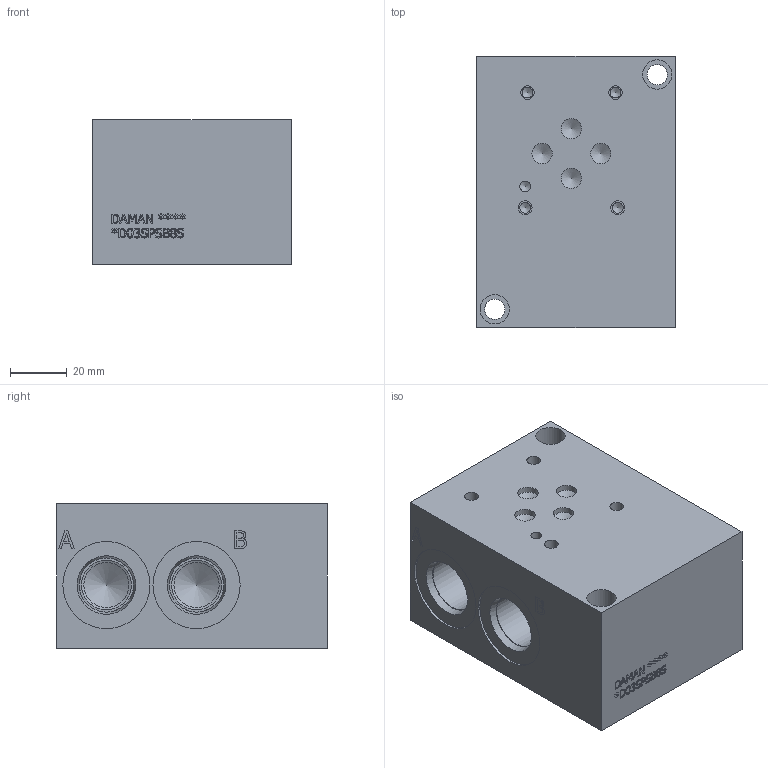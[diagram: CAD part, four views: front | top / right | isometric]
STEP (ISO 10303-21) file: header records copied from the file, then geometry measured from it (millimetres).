
FILE_DESCRIPTION(/* description */ (''),/* implementation_level */ '2;1');
FILE_NAME(/* name */ '_D03SPSB8S.stp',/* time_stamp */ '2021-12-13T09:46:34-05:00',/* author */ ('bobbyh'),/* organization */ (''),/* preprocessor_version */ 'ST-DEVELOPER v18',/* originating_system */ 'Autodesk Inventor 2020',/* authorisation */ '');
FILE_SCHEMA (('AUTOMOTIVE_DESIGN { 1 0 10303 214 3 1 1 }'));
Length unit declared in the file: millimetre
Products named in the file (1): Part__D03SPSB8S_3D
Bounding box: 69.85 x 95.25 x 50.8 mm (x, y, z)
Volume: 287374.2 mm3; surface area: 41907.9 mm2
Topology: 1 solids, 1 shells, 550 faces, 1509 edges, 1017 vertices
Faces by surface type: plane 304, bspline 166, cylinder 47, cone 33
Full cylindrical faces by diameter (mm): 3.785 x5, 4.826 x4, 7.137 x6, 10.312 x2, 15.875 x5, 17.501 x5, 19.05 x6, 19.253 x6, 30.632 x6
Entity records: 18756 total; most frequent: CARTESIAN_POINT 5296, ORIENTED_EDGE 2990, DIRECTION 2098, EDGE_CURVE 1495, VERTEX_POINT 1017, LINE 974, VECTOR 974, EDGE_LOOP 626
